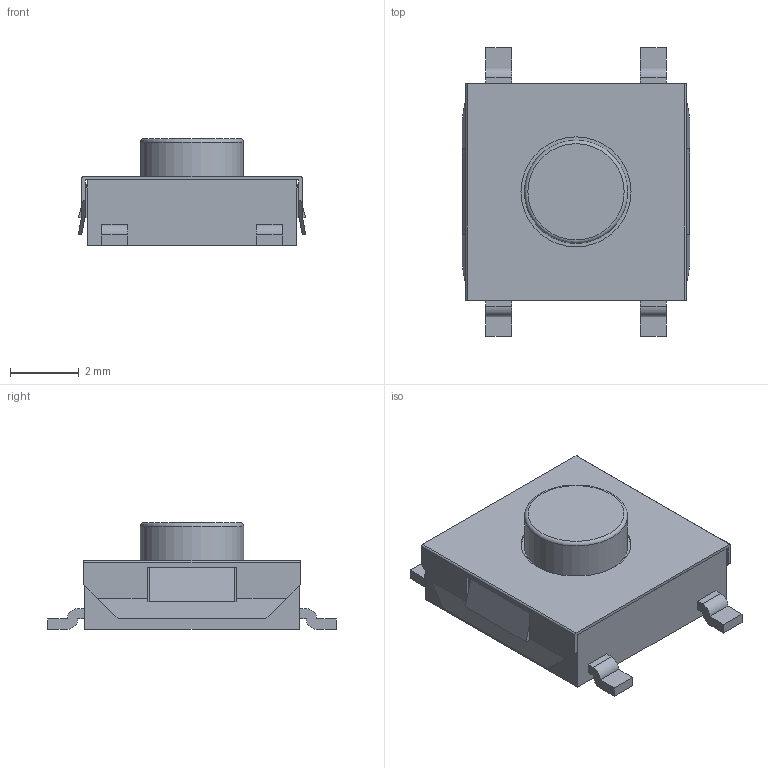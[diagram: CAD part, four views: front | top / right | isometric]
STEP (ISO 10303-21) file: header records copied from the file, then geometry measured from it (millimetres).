
FILE_DESCRIPTION( ( 'STEP AP214' ), ' ' );
FILE_NAME( 'psolqas0948312775.stp', '2017-10-30T08:48:31', ( '' ), ( '' ), ' ', 'PARTsolutions', ' ' );
FILE_SCHEMA( ( 'AUTOMOTIVE_DESIGN { 1 0 10303 214 1 1 1 1 }' ) );
Length unit declared in the file: metre
Products named in the file (1): 1
Bounding box: 6.61 x 8.4 x 3.1 mm (x, y, z)
Volume: 87.2 mm3; surface area: 181.1 mm2
Topology: 1 solids, 1 shells, 86 faces, 241 edges, 158 vertices
Faces by surface type: plane 73, cylinder 12, torus 1
Full cylindrical faces by diameter (mm): 3 x1, 3.2 x1
Entity records: 2733 total; most frequent: CARTESIAN_POINT 481, ORIENTED_EDGE 474, DIRECTION 436, EDGE_CURVE 237, LINE 212, VECTOR 212, VERTEX_POINT 157, AXIS2_PLACEMENT_3D 112
